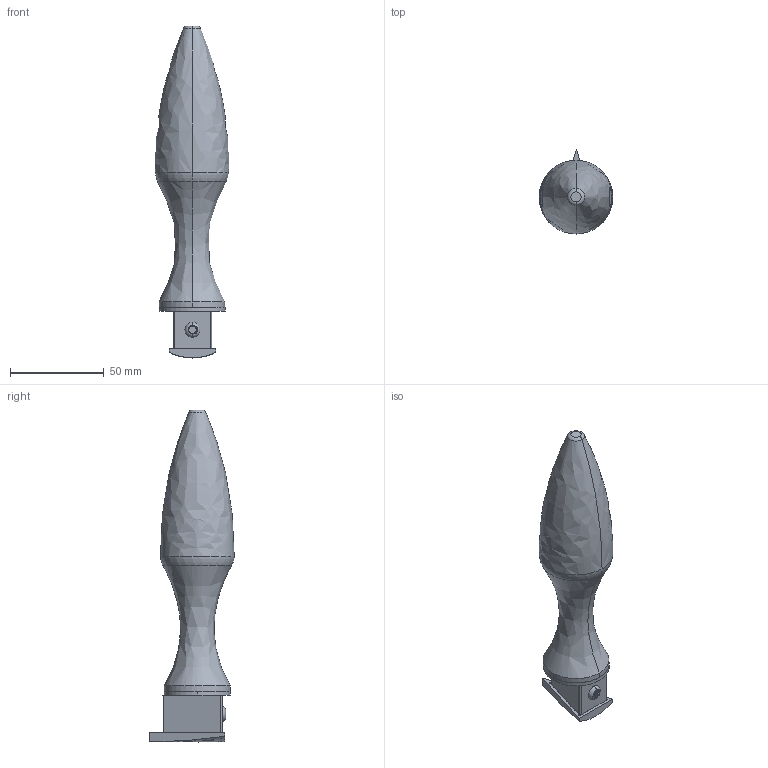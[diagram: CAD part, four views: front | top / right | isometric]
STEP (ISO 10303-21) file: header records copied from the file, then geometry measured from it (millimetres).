
FILE_DESCRIPTION (( 'STEP AP214' ), '1' );
FILE_NAME ('Electrode Holder Complete.STEP', '2020-01-04T02:14:11', ( 'User' ), ( '' ), 'SwSTEP 2.0', 'SolidWorks 2018', '' );
FILE_SCHEMA (( 'AUTOMOTIVE_DESIGN' ));
Length unit declared in the file: millimetre
Products named in the file (7): Second wedge; Electrode; Electrode Holder; wedge; Handle; Electrode Holder Complete; wedge vint
Assembly tree (6 placements, depth 2):
  Electrode Holder Complete
    Handle
    Electrode Holder
    wedge
    Second wedge
    wedge vint
    Electrode
Bounding box: 39.32 x 44.99 x 177 mm (x, y, z)
Volume: 107929.8 mm3; surface area: 23001.8 mm2
Topology: 7 solids, 7 shells, 258 faces, 721 edges, 476 vertices
Faces by surface type: cylinder 144, plane 70, bspline 35, torus 6, cone 3
Entity records: 24771 total; most frequent: CARTESIAN_POINT 18661, ORIENTED_EDGE 1442, DIRECTION 953, EDGE_CURVE 721, VERTEX_POINT 476, AXIS2_PLACEMENT_3D 335, EDGE_LOOP 303, VECTOR 283
